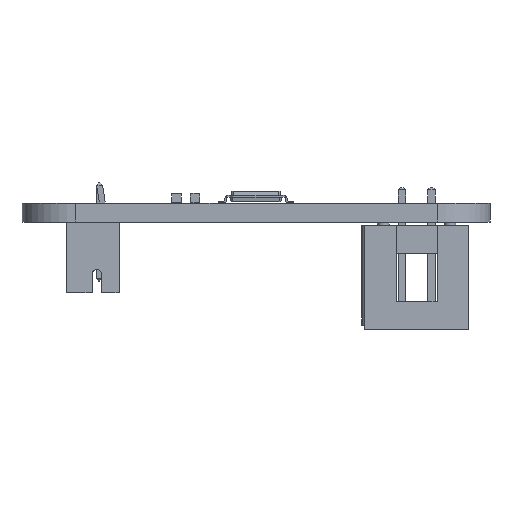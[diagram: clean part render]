
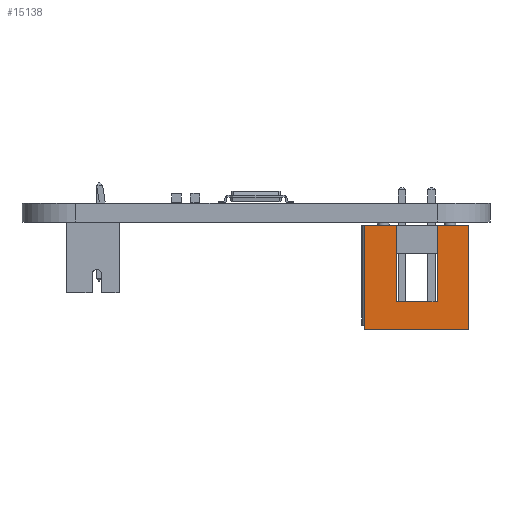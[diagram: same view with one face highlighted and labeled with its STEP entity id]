
A CAD part, front view. The second image highlights one B-rep face of the part: STEP entity #15138.
In plain terms, the highlighted planar face has unit normal (0, -1, 0).
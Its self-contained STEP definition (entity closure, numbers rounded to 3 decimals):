
#14282 = PLANE('',#14283);
#14283 = AXIS2_PLACEMENT_3D('',#14284,#14285,#14286);
#14284 = CARTESIAN_POINT('',(-3.155,-2.54,4.675));
#14285 = DIRECTION('',(-1.,0.,0.));
#14286 = DIRECTION('',(0.,0.,-1.));
#14307 = VERTEX_POINT('',#14308);
#14308 = CARTESIAN_POINT('',(-3.155,-10.18,0.25));
#14322 = PLANE('',#14323);
#14323 = AXIS2_PLACEMENT_3D('',#14324,#14325,#14326);
#14324 = CARTESIAN_POINT('',(1.328,-2.54,0.25));
#14325 = DIRECTION('',(0.,0.,-1.));
#14326 = DIRECTION('',(-1.,0.,0.));
#14334 = EDGE_CURVE('',#14307,#14335,#14337,.T.);
#14335 = VERTEX_POINT('',#14336);
#14336 = CARTESIAN_POINT('',(-3.155,-10.18,9.1));
#14337 = SURFACE_CURVE('',#14338,(#14342,#14349),.PCURVE_S1.);
#14338 = LINE('',#14339,#14340);
#14339 = CARTESIAN_POINT('',(-3.155,-10.18,2.6));
#14340 = VECTOR('',#14341,1.);
#14341 = DIRECTION('',(0.,0.,1.));
#14342 = PCURVE('',#14282,#14343);
#14343 = DEFINITIONAL_REPRESENTATION('',(#14344),#14348);
#14344 = LINE('',#14345,#14346);
#14345 = CARTESIAN_POINT('',(2.075,7.64));
#14346 = VECTOR('',#14347,1.);
#14347 = DIRECTION('',(-1.,0.));
#14348 = ( GEOMETRIC_REPRESENTATION_CONTEXT(2) 
PARAMETRIC_REPRESENTATION_CONTEXT() REPRESENTATION_CONTEXT('2D SPACE',''
  ) );
#14349 = PCURVE('',#14350,#14355);
#14350 = PLANE('',#14351);
#14351 = AXIS2_PLACEMENT_3D('',#14352,#14353,#14354);
#14352 = CARTESIAN_POINT('',(1.27,-10.18,4.675));
#14353 = DIRECTION('',(0.,-1.,0.));
#14354 = DIRECTION('',(0.,0.,-1.));
#14355 = DEFINITIONAL_REPRESENTATION('',(#14356),#14360);
#14356 = LINE('',#14357,#14358);
#14357 = CARTESIAN_POINT('',(2.075,-4.425));
#14358 = VECTOR('',#14359,1.);
#14359 = DIRECTION('',(-1.,0.));
#14360 = ( GEOMETRIC_REPRESENTATION_CONTEXT(2) 
PARAMETRIC_REPRESENTATION_CONTEXT() REPRESENTATION_CONTEXT('2D SPACE',''
  ) );
#14378 = PLANE('',#14379);
#14379 = AXIS2_PLACEMENT_3D('',#14380,#14381,#14382);
#14380 = CARTESIAN_POINT('',(1.27,-2.54,9.1));
#14381 = DIRECTION('',(0.,0.,1.));
#14382 = DIRECTION('',(0.,1.,0.));
#14516 = PLANE('',#14517);
#14517 = AXIS2_PLACEMENT_3D('',#14518,#14519,#14520);
#14518 = CARTESIAN_POINT('',(5.695,-2.54,4.675));
#14519 = DIRECTION('',(1.,0.,0.));
#14520 = DIRECTION('',(0.,0.,1.));
#14682 = EDGE_CURVE('',#14335,#14683,#14685,.T.);
#14683 = VERTEX_POINT('',#14684);
#14684 = CARTESIAN_POINT('',(5.695,-10.18,9.1));
#14685 = SURFACE_CURVE('',#14686,(#14690,#14697),.PCURVE_S1.);
#14686 = LINE('',#14687,#14688);
#14687 = CARTESIAN_POINT('',(-3.155,-10.18,9.1));
#14688 = VECTOR('',#14689,1.);
#14689 = DIRECTION('',(1.,0.,0.));
#14690 = PCURVE('',#14378,#14691);
#14691 = DEFINITIONAL_REPRESENTATION('',(#14692),#14696);
#14692 = LINE('',#14693,#14694);
#14693 = CARTESIAN_POINT('',(-7.64,4.425));
#14694 = VECTOR('',#14695,1.);
#14695 = DIRECTION('',(0.,-1.));
#14696 = ( GEOMETRIC_REPRESENTATION_CONTEXT(2) 
PARAMETRIC_REPRESENTATION_CONTEXT() REPRESENTATION_CONTEXT('2D SPACE',''
  ) );
#14697 = PCURVE('',#14350,#14698);
#14698 = DEFINITIONAL_REPRESENTATION('',(#14699),#14703);
#14699 = LINE('',#14700,#14701);
#14700 = CARTESIAN_POINT('',(-4.425,-4.425));
#14701 = VECTOR('',#14702,1.);
#14702 = DIRECTION('',(0.,1.));
#14703 = ( GEOMETRIC_REPRESENTATION_CONTEXT(2) 
PARAMETRIC_REPRESENTATION_CONTEXT() REPRESENTATION_CONTEXT('2D SPACE',''
  ) );
#15138 = ADVANCED_FACE('',(#15139),#14350,.T.);
#15139 = FACE_BOUND('',#15140,.T.);
#15140 = EDGE_LOOP('',(#15141,#15142,#15165,#15193,#15221,#15249,#15272,
    #15293));
#15141 = ORIENTED_EDGE('',*,*,#14334,.F.);
#15142 = ORIENTED_EDGE('',*,*,#15143,.T.);
#15143 = EDGE_CURVE('',#14307,#15144,#15146,.T.);
#15144 = VERTEX_POINT('',#15145);
#15145 = CARTESIAN_POINT('',(-0.48,-10.18,0.25));
#15146 = SURFACE_CURVE('',#15147,(#15151,#15158),.PCURVE_S1.);
#15147 = LINE('',#15148,#15149);
#15148 = CARTESIAN_POINT('',(-3.155,-10.18,0.25));
#15149 = VECTOR('',#15150,1.);
#15150 = DIRECTION('',(1.,0.,0.));
#15151 = PCURVE('',#14350,#15152);
#15152 = DEFINITIONAL_REPRESENTATION('',(#15153),#15157);
#15153 = LINE('',#15154,#15155);
#15154 = CARTESIAN_POINT('',(4.425,-4.425));
#15155 = VECTOR('',#15156,1.);
#15156 = DIRECTION('',(0.,1.));
#15157 = ( GEOMETRIC_REPRESENTATION_CONTEXT(2) 
PARAMETRIC_REPRESENTATION_CONTEXT() REPRESENTATION_CONTEXT('2D SPACE',''
  ) );
#15158 = PCURVE('',#14322,#15159);
#15159 = DEFINITIONAL_REPRESENTATION('',(#15160),#15164);
#15160 = LINE('',#15161,#15162);
#15161 = CARTESIAN_POINT('',(4.483,-7.64));
#15162 = VECTOR('',#15163,1.);
#15163 = DIRECTION('',(-1.,0.));
#15164 = ( GEOMETRIC_REPRESENTATION_CONTEXT(2) 
PARAMETRIC_REPRESENTATION_CONTEXT() REPRESENTATION_CONTEXT('2D SPACE',''
  ) );
#15165 = ORIENTED_EDGE('',*,*,#15166,.T.);
#15166 = EDGE_CURVE('',#15144,#15167,#15169,.T.);
#15167 = VERTEX_POINT('',#15168);
#15168 = CARTESIAN_POINT('',(-0.48,-10.18,6.75));
#15169 = SURFACE_CURVE('',#15170,(#15174,#15181),.PCURVE_S1.);
#15170 = LINE('',#15171,#15172);
#15171 = CARTESIAN_POINT('',(-0.48,-10.18,2.463));
#15172 = VECTOR('',#15173,1.);
#15173 = DIRECTION('',(0.,0.,1.));
#15174 = PCURVE('',#14350,#15175);
#15175 = DEFINITIONAL_REPRESENTATION('',(#15176),#15180);
#15176 = LINE('',#15177,#15178);
#15177 = CARTESIAN_POINT('',(2.213,-1.75));
#15178 = VECTOR('',#15179,1.);
#15179 = DIRECTION('',(-1.,0.));
#15180 = ( GEOMETRIC_REPRESENTATION_CONTEXT(2) 
PARAMETRIC_REPRESENTATION_CONTEXT() REPRESENTATION_CONTEXT('2D SPACE',''
  ) );
#15181 = PCURVE('',#15182,#15187);
#15182 = PLANE('',#15183);
#15183 = AXIS2_PLACEMENT_3D('',#15184,#15185,#15186);
#15184 = CARTESIAN_POINT('',(-0.48,-8.93,0.25));
#15185 = DIRECTION('',(1.,0.,0.));
#15186 = DIRECTION('',(0.,-1.,0.));
#15187 = DEFINITIONAL_REPRESENTATION('',(#15188),#15192);
#15188 = LINE('',#15189,#15190);
#15189 = CARTESIAN_POINT('',(1.25,-2.213));
#15190 = VECTOR('',#15191,1.);
#15191 = DIRECTION('',(0.,-1.));
#15192 = ( GEOMETRIC_REPRESENTATION_CONTEXT(2) 
PARAMETRIC_REPRESENTATION_CONTEXT() REPRESENTATION_CONTEXT('2D SPACE',''
  ) );
#15193 = ORIENTED_EDGE('',*,*,#15194,.F.);
#15194 = EDGE_CURVE('',#15195,#15167,#15197,.T.);
#15195 = VERTEX_POINT('',#15196);
#15196 = CARTESIAN_POINT('',(3.02,-10.18,6.75));
#15197 = SURFACE_CURVE('',#15198,(#15202,#15209),.PCURVE_S1.);
#15198 = LINE('',#15199,#15200);
#15199 = CARTESIAN_POINT('',(1.27,-10.18,6.75));
#15200 = VECTOR('',#15201,1.);
#15201 = DIRECTION('',(-1.,0.,0.));
#15202 = PCURVE('',#14350,#15203);
#15203 = DEFINITIONAL_REPRESENTATION('',(#15204),#15208);
#15204 = LINE('',#15205,#15206);
#15205 = CARTESIAN_POINT('',(-2.075,0.));
#15206 = VECTOR('',#15207,1.);
#15207 = DIRECTION('',(0.,-1.));
#15208 = ( GEOMETRIC_REPRESENTATION_CONTEXT(2) 
PARAMETRIC_REPRESENTATION_CONTEXT() REPRESENTATION_CONTEXT('2D SPACE',''
  ) );
#15209 = PCURVE('',#15210,#15215);
#15210 = PLANE('',#15211);
#15211 = AXIS2_PLACEMENT_3D('',#15212,#15213,#15214);
#15212 = CARTESIAN_POINT('',(1.27,-10.18,6.75));
#15213 = DIRECTION('',(0.,0.,1.));
#15214 = DIRECTION('',(1.,0.,0.));
#15215 = DEFINITIONAL_REPRESENTATION('',(#15216),#15220);
#15216 = LINE('',#15217,#15218);
#15217 = CARTESIAN_POINT('',(0.,0.));
#15218 = VECTOR('',#15219,1.);
#15219 = DIRECTION('',(-1.,0.));
#15220 = ( GEOMETRIC_REPRESENTATION_CONTEXT(2) 
PARAMETRIC_REPRESENTATION_CONTEXT() REPRESENTATION_CONTEXT('2D SPACE',''
  ) );
#15221 = ORIENTED_EDGE('',*,*,#15222,.T.);
#15222 = EDGE_CURVE('',#15195,#15223,#15225,.T.);
#15223 = VERTEX_POINT('',#15224);
#15224 = CARTESIAN_POINT('',(3.02,-10.18,0.25));
#15225 = SURFACE_CURVE('',#15226,(#15230,#15237),.PCURVE_S1.);
#15226 = LINE('',#15227,#15228);
#15227 = CARTESIAN_POINT('',(3.02,-10.18,2.463));
#15228 = VECTOR('',#15229,1.);
#15229 = DIRECTION('',(0.,0.,-1.));
#15230 = PCURVE('',#14350,#15231);
#15231 = DEFINITIONAL_REPRESENTATION('',(#15232),#15236);
#15232 = LINE('',#15233,#15234);
#15233 = CARTESIAN_POINT('',(2.213,1.75));
#15234 = VECTOR('',#15235,1.);
#15235 = DIRECTION('',(1.,0.));
#15236 = ( GEOMETRIC_REPRESENTATION_CONTEXT(2) 
PARAMETRIC_REPRESENTATION_CONTEXT() REPRESENTATION_CONTEXT('2D SPACE',''
  ) );
#15237 = PCURVE('',#15238,#15243);
#15238 = PLANE('',#15239);
#15239 = AXIS2_PLACEMENT_3D('',#15240,#15241,#15242);
#15240 = CARTESIAN_POINT('',(3.02,-11.43,0.25));
#15241 = DIRECTION('',(-1.,0.,0.));
#15242 = DIRECTION('',(0.,1.,0.));
#15243 = DEFINITIONAL_REPRESENTATION('',(#15244),#15248);
#15244 = LINE('',#15245,#15246);
#15245 = CARTESIAN_POINT('',(1.25,-2.213));
#15246 = VECTOR('',#15247,1.);
#15247 = DIRECTION('',(0.,1.));
#15248 = ( GEOMETRIC_REPRESENTATION_CONTEXT(2) 
PARAMETRIC_REPRESENTATION_CONTEXT() REPRESENTATION_CONTEXT('2D SPACE',''
  ) );
#15249 = ORIENTED_EDGE('',*,*,#15250,.T.);
#15250 = EDGE_CURVE('',#15223,#15251,#15253,.T.);
#15251 = VERTEX_POINT('',#15252);
#15252 = CARTESIAN_POINT('',(5.695,-10.18,0.25));
#15253 = SURFACE_CURVE('',#15254,(#15258,#15265),.PCURVE_S1.);
#15254 = LINE('',#15255,#15256);
#15255 = CARTESIAN_POINT('',(-3.155,-10.18,0.25));
#15256 = VECTOR('',#15257,1.);
#15257 = DIRECTION('',(1.,0.,0.));
#15258 = PCURVE('',#14350,#15259);
#15259 = DEFINITIONAL_REPRESENTATION('',(#15260),#15264);
#15260 = LINE('',#15261,#15262);
#15261 = CARTESIAN_POINT('',(4.425,-4.425));
#15262 = VECTOR('',#15263,1.);
#15263 = DIRECTION('',(0.,1.));
#15264 = ( GEOMETRIC_REPRESENTATION_CONTEXT(2) 
PARAMETRIC_REPRESENTATION_CONTEXT() REPRESENTATION_CONTEXT('2D SPACE',''
  ) );
#15265 = PCURVE('',#14322,#15266);
#15266 = DEFINITIONAL_REPRESENTATION('',(#15267),#15271);
#15267 = LINE('',#15268,#15269);
#15268 = CARTESIAN_POINT('',(4.483,-7.64));
#15269 = VECTOR('',#15270,1.);
#15270 = DIRECTION('',(-1.,0.));
#15271 = ( GEOMETRIC_REPRESENTATION_CONTEXT(2) 
PARAMETRIC_REPRESENTATION_CONTEXT() REPRESENTATION_CONTEXT('2D SPACE',''
  ) );
#15272 = ORIENTED_EDGE('',*,*,#15273,.T.);
#15273 = EDGE_CURVE('',#15251,#14683,#15274,.T.);
#15274 = SURFACE_CURVE('',#15275,(#15279,#15286),.PCURVE_S1.);
#15275 = LINE('',#15276,#15277);
#15276 = CARTESIAN_POINT('',(5.695,-10.18,0.25));
#15277 = VECTOR('',#15278,1.);
#15278 = DIRECTION('',(0.,0.,1.));
#15279 = PCURVE('',#14350,#15280);
#15280 = DEFINITIONAL_REPRESENTATION('',(#15281),#15285);
#15281 = LINE('',#15282,#15283);
#15282 = CARTESIAN_POINT('',(4.425,4.425));
#15283 = VECTOR('',#15284,1.);
#15284 = DIRECTION('',(-1.,0.));
#15285 = ( GEOMETRIC_REPRESENTATION_CONTEXT(2) 
PARAMETRIC_REPRESENTATION_CONTEXT() REPRESENTATION_CONTEXT('2D SPACE',''
  ) );
#15286 = PCURVE('',#14516,#15287);
#15287 = DEFINITIONAL_REPRESENTATION('',(#15288),#15292);
#15288 = LINE('',#15289,#15290);
#15289 = CARTESIAN_POINT('',(-4.425,7.64));
#15290 = VECTOR('',#15291,1.);
#15291 = DIRECTION('',(1.,0.));
#15292 = ( GEOMETRIC_REPRESENTATION_CONTEXT(2) 
PARAMETRIC_REPRESENTATION_CONTEXT() REPRESENTATION_CONTEXT('2D SPACE',''
  ) );
#15293 = ORIENTED_EDGE('',*,*,#14682,.F.);
